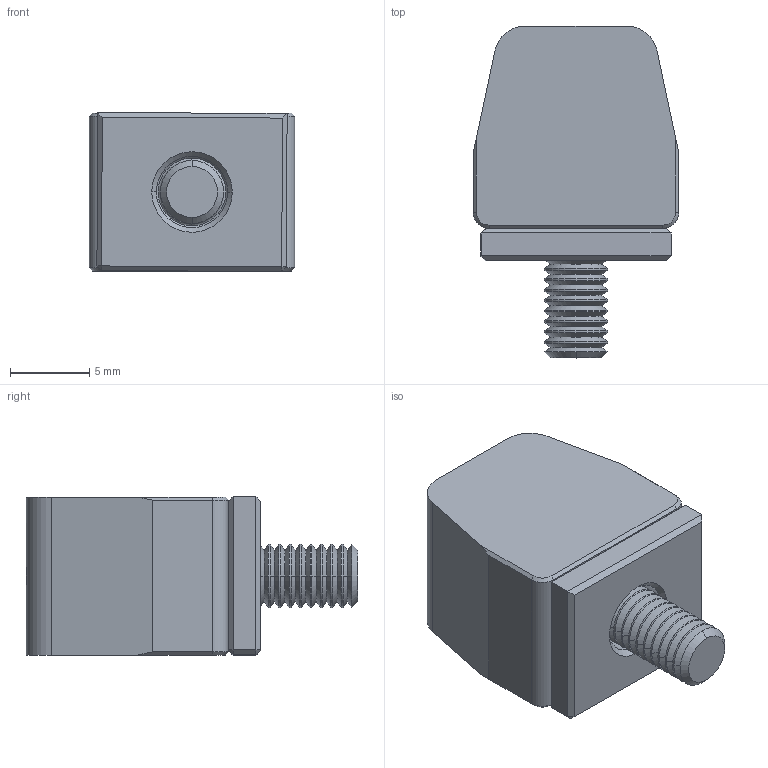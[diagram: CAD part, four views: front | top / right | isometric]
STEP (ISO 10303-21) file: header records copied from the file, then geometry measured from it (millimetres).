
FILE_DESCRIPTION (( 'STEP AP214' ), '1' );
FILE_NAME ('×°ÅäÌå2.STEP', '2020-12-02T10:23:33', ( 'Dell' ), ( 'Dell' ), 'SwSTEP 2.0', 'SolidWorks 2018', '' );
FILE_SCHEMA (( 'AUTOMOTIVE_DESIGN' ));
Length unit declared in the file: millimetre
Products named in the file (4): 蚾饜极2; 菜え; Q20隅砃壩梠袪瑩; socket head cap screw_din_DIN 912 M4 x 12 --- 12S
Assembly tree (3 placements, depth 2):
  蚾饜极2
    Q20隅砃壩梠袪瑩
    菜え
    socket head cap screw_din_DIN 912 M4 x 12 --- 12S
Bounding box: 13 x 21 x 10.04 mm (x, y, z)
Volume: 1585 mm3; surface area: 1676 mm2
Topology: 3 solids, 3 shells, 173 faces, 424 edges, 257 vertices
Faces by surface type: cone 76, plane 51, cylinder 42, torus 4
Entity records: 5334 total; most frequent: DIRECTION 980, CARTESIAN_POINT 962, ORIENTED_EDGE 844, EDGE_CURVE 422, AXIS2_PLACEMENT_3D 383, VERTEX_POINT 257, LINE 214, VECTOR 214
